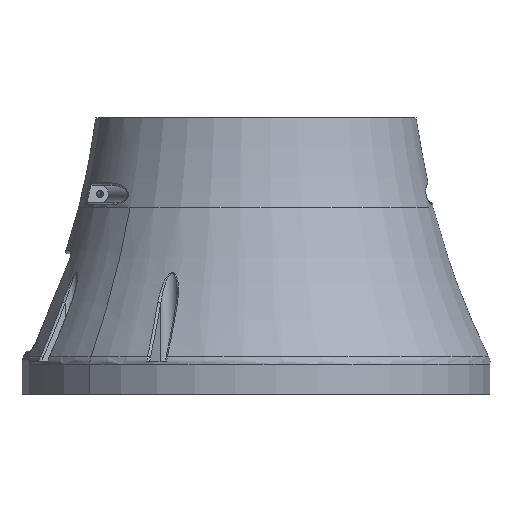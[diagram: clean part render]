
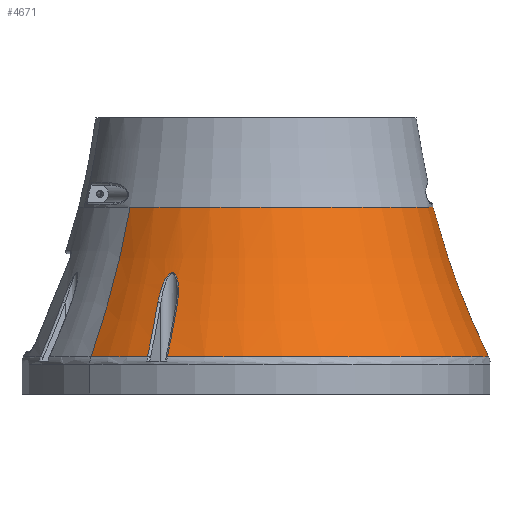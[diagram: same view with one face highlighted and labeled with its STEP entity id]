
A CAD part, front view. The second image highlights one B-rep face of the part: STEP entity #4671.
In plain terms, the highlighted toroidal (fillet/blend) face has major radius 421.078 mm and minor radius 350 mm.
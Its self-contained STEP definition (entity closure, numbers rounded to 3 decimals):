
#247=TOROIDAL_SURFACE('',#5025,421.078,350.);
#329=B_SPLINE_CURVE_WITH_KNOTS('',3,(#7394,#7395,#7396,#7397,#7398,#7399,
#7400,#7401,#7402,#7403,#7404,#7405,#7406,#7407,#7408,#7409,#7410,#7411,
#7412,#7413),.UNSPECIFIED.,.F.,.F.,(4,2,2,2,2,2,2,2,2,4),(0.,2.668,
7.948,11.312,13.686,15.729,17.771,
21.857,28.333,32.38),.UNSPECIFIED.);
#330=B_SPLINE_CURVE_WITH_KNOTS('',3,(#7421,#7422,#7423,#7424,#7425,#7426,
#7427,#7428,#7429,#7430,#7431,#7432,#7433,#7434,#7435,#7436,#7437,#7438,
#7439,#7440,#7441,#7442),.UNSPECIFIED.,.F.,.F.,(4,2,2,2,2,2,2,2,2,2,4),
(0.,4.049,10.526,12.637,14.748,
16.858,18.969,21.58,25.412,31.544,
32.388),.UNSPECIFIED.);
#457=FACE_OUTER_BOUND('',#739,.T.);
#739=EDGE_LOOP('',(#3238,#3239,#3240,#3241,#3242,#3243,#3244,#3245,#3246,
#3247,#3248,#3249));
#1654=CIRCLE('',#5026,81.825);
#1655=CIRCLE('',#5027,350.);
#1656=CIRCLE('',#5028,107.175);
#1657=CIRCLE('',#5029,350.251);
#1658=CIRCLE('',#5030,350.253);
#1659=CIRCLE('',#5031,107.175);
#1660=CIRCLE('',#5032,350.253);
#1661=CIRCLE('',#5033,350.251);
#1662=CIRCLE('',#5034,107.175);
#1663=CIRCLE('',#5035,350.);
#2002=VERTEX_POINT('',#7384);
#2003=VERTEX_POINT('',#7385);
#2004=VERTEX_POINT('',#7387);
#2005=VERTEX_POINT('',#7389);
#2006=VERTEX_POINT('',#7391);
#2007=VERTEX_POINT('',#7393);
#2008=VERTEX_POINT('',#7414);
#2009=VERTEX_POINT('',#7416);
#2010=VERTEX_POINT('',#7418);
#2011=VERTEX_POINT('',#7420);
#2012=VERTEX_POINT('',#7443);
#2013=VERTEX_POINT('',#7445);
#2493=EDGE_CURVE('',#2002,#2003,#1654,.T.);
#2494=EDGE_CURVE('',#2004,#2003,#1655,.T.);
#2495=EDGE_CURVE('',#2004,#2005,#1656,.T.);
#2496=EDGE_CURVE('',#2005,#2006,#1657,.F.);
#2497=EDGE_CURVE('',#2006,#2007,#329,.F.);
#2498=EDGE_CURVE('',#2007,#2008,#1658,.F.);
#2499=EDGE_CURVE('',#2008,#2009,#1659,.T.);
#2500=EDGE_CURVE('',#2009,#2010,#1660,.F.);
#2501=EDGE_CURVE('',#2010,#2011,#330,.F.);
#2502=EDGE_CURVE('',#2011,#2012,#1661,.F.);
#2503=EDGE_CURVE('',#2012,#2013,#1662,.T.);
#2504=EDGE_CURVE('',#2002,#2013,#1663,.T.);
#3238=ORIENTED_EDGE('',*,*,#2493,.T.);
#3239=ORIENTED_EDGE('',*,*,#2494,.F.);
#3240=ORIENTED_EDGE('',*,*,#2495,.T.);
#3241=ORIENTED_EDGE('',*,*,#2496,.T.);
#3242=ORIENTED_EDGE('',*,*,#2497,.T.);
#3243=ORIENTED_EDGE('',*,*,#2498,.T.);
#3244=ORIENTED_EDGE('',*,*,#2499,.T.);
#3245=ORIENTED_EDGE('',*,*,#2500,.T.);
#3246=ORIENTED_EDGE('',*,*,#2501,.T.);
#3247=ORIENTED_EDGE('',*,*,#2502,.T.);
#3248=ORIENTED_EDGE('',*,*,#2503,.T.);
#3249=ORIENTED_EDGE('',*,*,#2504,.F.);
#4671=ADVANCED_FACE('',(#457),#247,.F.);
#5025=AXIS2_PLACEMENT_3D('',#7383,#5744,#5745);
#5026=AXIS2_PLACEMENT_3D('',#7386,#5746,#5747);
#5027=AXIS2_PLACEMENT_3D('',#7388,#5748,#5749);
#5028=AXIS2_PLACEMENT_3D('',#7390,#5750,#5751);
#5029=AXIS2_PLACEMENT_3D('',#7392,#5752,#5753);
#5030=AXIS2_PLACEMENT_3D('',#7415,#5754,#5755);
#5031=AXIS2_PLACEMENT_3D('',#7417,#5756,#5757);
#5032=AXIS2_PLACEMENT_3D('',#7419,#5758,#5759);
#5033=AXIS2_PLACEMENT_3D('',#7444,#5760,#5761);
#5034=AXIS2_PLACEMENT_3D('',#7446,#5762,#5763);
#5035=AXIS2_PLACEMENT_3D('',#7447,#5764,#5765);
#5744=DIRECTION('center_axis',(0.,1.,0.));
#5745=DIRECTION('ref_axis',(0.,0.,1.));
#5746=DIRECTION('center_axis',(0.,-1.,0.));
#5747=DIRECTION('ref_axis',(-0.5,0.,0.866));
#5748=DIRECTION('center_axis',(-0.5,0.,-0.866));
#5749=DIRECTION('ref_axis',(0.866,0.,-0.5));
#5750=DIRECTION('center_axis',(0.,1.,0.));
#5751=DIRECTION('ref_axis',(-0.5,0.,-0.866));
#5752=DIRECTION('center_axis',(0.766,0.,0.643));
#5753=DIRECTION('ref_axis',(-0.576,-0.443,0.687));
#5754=DIRECTION('center_axis',(-0.766,0.,
-0.643));
#5755=DIRECTION('ref_axis',(-0.597,-0.371,0.711));
#5756=DIRECTION('center_axis',(0.,1.,0.));
#5757=DIRECTION('ref_axis',(-0.5,0.,-0.866));
#5758=DIRECTION('center_axis',(-0.174,0.,
-0.985));
#5759=DIRECTION('ref_axis',(0.883,-0.443,-0.156));
#5760=DIRECTION('center_axis',(0.174,0.,
0.985));
#5761=DIRECTION('ref_axis',(0.914,-0.371,-0.161));
#5762=DIRECTION('center_axis',(0.,1.,0.));
#5763=DIRECTION('ref_axis',(-0.5,0.,-0.866));
#5764=DIRECTION('center_axis',(-0.5,0.,-0.866));
#5765=DIRECTION('ref_axis',(0.866,0.,-0.5));
#7383=CARTESIAN_POINT('Origin',(0.,161.063,0.));
#7384=CARTESIAN_POINT('',(-70.862,75.,40.912));
#7385=CARTESIAN_POINT('',(70.862,75.,-40.912));
#7386=CARTESIAN_POINT('Origin',(0.,75.,0.));
#7387=CARTESIAN_POINT('',(92.816,6.258,-53.587));
#7388=CARTESIAN_POINT('Origin',(364.665,161.063,-210.539));
#7389=CARTESIAN_POINT('',(72.677,6.258,-78.769));
#7390=CARTESIAN_POINT('Origin',(0.,6.258,0.));
#7391=CARTESIAN_POINT('',(65.529,31.205,-70.239));
#7392=CARTESIAN_POINT('Origin',(274.591,161.316,-319.317));
#7393=CARTESIAN_POINT('',(57.793,31.205,-76.73));
#7394=CARTESIAN_POINT('Ctrl Pts',(57.793,31.205,-76.73));
#7395=CARTESIAN_POINT('Ctrl Pts',(57.581,32.028,-76.478));
#7396=CARTESIAN_POINT('Ctrl Pts',(57.397,32.855,-76.208));
#7397=CARTESIAN_POINT('Ctrl Pts',(56.932,35.314,-75.355));
#7398=CARTESIAN_POINT('Ctrl Pts',(56.727,36.949,-74.728));
#7399=CARTESIAN_POINT('Ctrl Pts',(56.617,39.586,-73.571));
#7400=CARTESIAN_POINT('Ctrl Pts',(56.628,40.599,-73.092));
#7401=CARTESIAN_POINT('Ctrl Pts',(56.814,42.275,-72.174));
#7402=CARTESIAN_POINT('Ctrl Pts',(56.936,42.951,-71.769));
#7403=CARTESIAN_POINT('Ctrl Pts',(57.361,44.08,-70.912));
#7404=CARTESIAN_POINT('Ctrl Pts',(57.643,44.58,-70.457));
#7405=CARTESIAN_POINT('Ctrl Pts',(58.581,44.946,-69.511));
#7406=CARTESIAN_POINT('Ctrl Pts',(59.193,44.663,-69.12));
#7407=CARTESIAN_POINT('Ctrl Pts',(60.649,43.345,-68.477));
#7408=CARTESIAN_POINT('Ctrl Pts',(61.346,42.099,-68.448));
#7409=CARTESIAN_POINT('Ctrl Pts',(62.961,38.975,-68.526));
#7410=CARTESIAN_POINT('Ctrl Pts',(63.743,36.967,-68.827));
#7411=CARTESIAN_POINT('Ctrl Pts',(64.835,33.711,-69.528));
#7412=CARTESIAN_POINT('Ctrl Pts',(65.208,32.454,-69.856));
#7413=CARTESIAN_POINT('Ctrl Pts',(65.529,31.205,-70.239));
#7414=CARTESIAN_POINT('',(64.952,6.258,-85.251));
#7415=CARTESIAN_POINT('Origin',(266.785,161.317,-325.869));
#7416=CARTESIAN_POINT('',(-106.305,6.258,13.625));
#7417=CARTESIAN_POINT('Origin',(0.,6.258,0.));
#7418=CARTESIAN_POINT('',(-95.347,31.205,11.686));
#7419=CARTESIAN_POINT('Origin',(-415.604,161.317,68.108));
#7420=CARTESIAN_POINT('',(-93.593,31.205,21.63));
#7421=CARTESIAN_POINT('Ctrl Pts',(-93.593,31.205,21.63));
#7422=CARTESIAN_POINT('Ctrl Pts',(-93.101,32.455,21.543));
#7423=CARTESIAN_POINT('Ctrl Pts',(-92.631,33.711,21.385));
#7424=CARTESIAN_POINT('Ctrl Pts',(-91.478,36.965,20.79));
#7425=CARTESIAN_POINT('Ctrl Pts',(-90.827,38.973,20.263));
#7426=CARTESIAN_POINT('Ctrl Pts',(-90.115,41.512,19.158));
#7427=CARTESIAN_POINT('Ctrl Pts',(-89.95,42.135,18.848));
#7428=CARTESIAN_POINT('Ctrl Pts',(-89.671,43.31,18.109));
#7429=CARTESIAN_POINT('Ctrl Pts',(-89.552,43.876,17.685));
#7430=CARTESIAN_POINT('Ctrl Pts',(-89.454,44.743,16.561));
#7431=CARTESIAN_POINT('Ctrl Pts',(-89.52,44.956,15.782));
#7432=CARTESIAN_POINT('Ctrl Pts',(-89.918,44.441,14.512));
#7433=CARTESIAN_POINT('Ctrl Pts',(-90.181,43.901,14.066));
#7434=CARTESIAN_POINT('Ctrl Pts',(-90.748,42.663,13.271));
#7435=CARTESIAN_POINT('Ctrl Pts',(-91.07,41.903,12.957));
#7436=CARTESIAN_POINT('Ctrl Pts',(-91.855,40.008,12.328));
#7437=CARTESIAN_POINT('Ctrl Pts',(-92.324,38.837,12.082));
#7438=CARTESIAN_POINT('Ctrl Pts',(-93.542,35.784,11.637));
#7439=CARTESIAN_POINT('Ctrl Pts',(-94.291,33.883,11.557));
#7440=CARTESIAN_POINT('Ctrl Pts',(-95.141,31.727,11.652));
#7441=CARTESIAN_POINT('Ctrl Pts',(-95.244,31.466,11.667));
#7442=CARTESIAN_POINT('Ctrl Pts',(-95.347,31.205,11.686));
#7443=CARTESIAN_POINT('',(-104.554,6.258,23.556));
#7444=CARTESIAN_POINT('Origin',(-413.833,161.316,78.144));
#7445=CARTESIAN_POINT('',(-92.816,6.258,53.587));
#7446=CARTESIAN_POINT('Origin',(0.,6.258,0.));
#7447=CARTESIAN_POINT('Origin',(-364.665,161.063,210.539));
